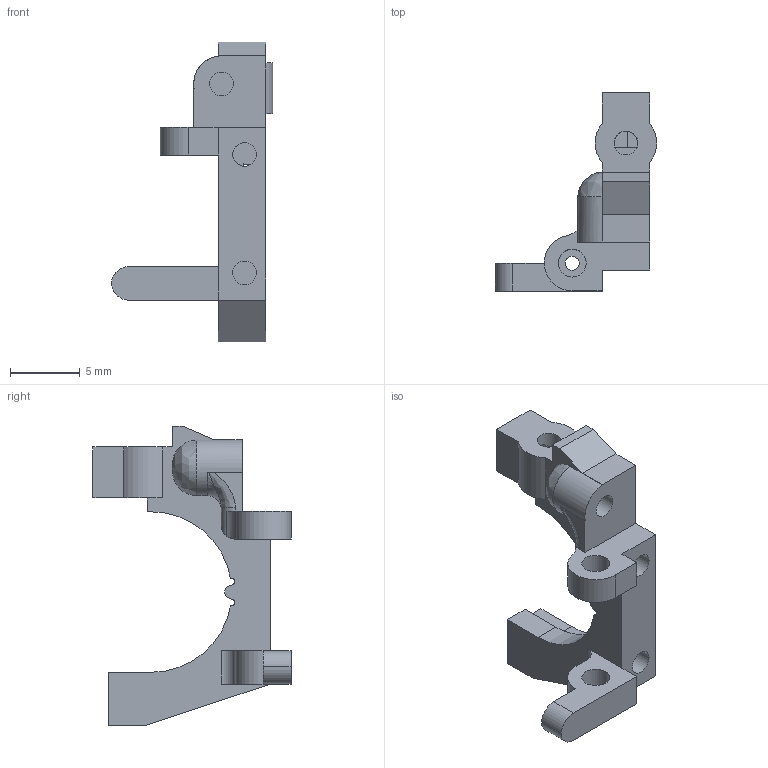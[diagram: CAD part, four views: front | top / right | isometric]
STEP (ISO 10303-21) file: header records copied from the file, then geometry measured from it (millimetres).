
FILE_DESCRIPTION(/* description */ (''),/* implementation_level */ '2;1');
FILE_NAME(/* name */ 'support inf av bz17 right aluminium v3.step',/* time_stamp */ '2023-01-01T15:20:34+01:00',/* author */ (''),/* organization */ (''),/* preprocessor_version */ 'ST-DEVELOPER v19.2',/* originating_system */ 'Autodesk Translation Framework v11.17.0.187',/* authorisation */ '');
FILE_SCHEMA (('AUTOMOTIVE_DESIGN { 1 0 10303 214 3 1 1 }'));
Length unit declared in the file: millimetre
Products named in the file (1): support inf av bz17 right aluminium
Bounding box: 11.55 x 14.2 x 21.5 mm (x, y, z)
Volume: 471.9 mm3; surface area: 789.6 mm2
Topology: 1 solids, 1 shells, 73 faces, 200 edges, 130 vertices
Faces by surface type: plane 42, cylinder 28, bspline 2, torus 1
Full cylindrical faces by diameter (mm): 1 x1, 1.7 x6, 2 x2
Entity records: 2555 total; most frequent: CARTESIAN_POINT 607, ORIENTED_EDGE 400, DIRECTION 398, EDGE_CURVE 200, AXIS2_PLACEMENT_3D 136, VERTEX_POINT 130, LINE 126, VECTOR 126
